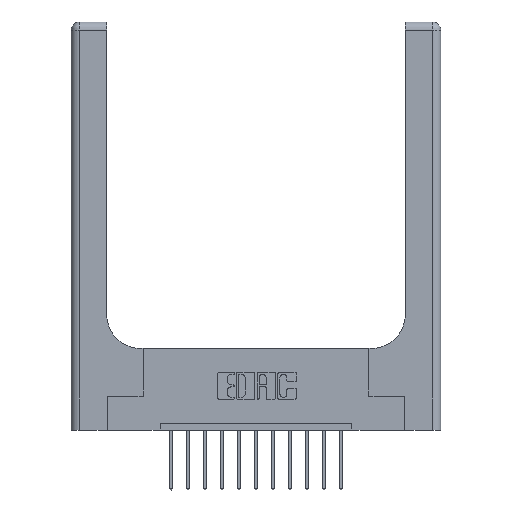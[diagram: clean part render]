
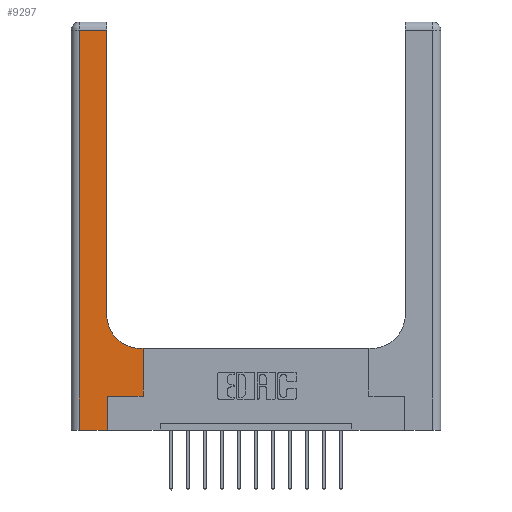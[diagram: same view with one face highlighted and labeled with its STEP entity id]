
A CAD part, top view. The second image highlights one B-rep face of the part: STEP entity #9297.
In plain terms, the highlighted planar face has unit normal (0, 0, 1).
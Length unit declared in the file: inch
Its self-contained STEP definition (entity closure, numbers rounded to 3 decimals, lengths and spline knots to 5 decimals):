
#61 = EDGE_CURVE ( 'NONE', #845, #14360, #10364, .T. ) ;
#422 = ORIENTED_EDGE ( 'NONE', *, *, #10165, .T. ) ;
#574 = FACE_OUTER_BOUND ( 'NONE', #12436, .T. ) ;
#618 = DIRECTION ( 'NONE',  ( 0., 1., 0. ) ) ;
#647 = LINE ( 'NONE', #6857, #6912 ) ;
#845 = VERTEX_POINT ( 'NONE', #8685 ) ;
#1305 = LINE ( 'NONE', #15637, #3681 ) ;
#1442 = DIRECTION ( 'NONE',  ( -1., 0., 0. ) ) ;
#1466 = EDGE_CURVE ( 'NONE', #14360, #13108, #1763, .T. ) ;
#1641 = ORIENTED_EDGE ( 'NONE', *, *, #14893, .T. ) ;
#1737 = ORIENTED_EDGE ( 'NONE', *, *, #4616, .T. ) ;
#1763 = LINE ( 'NONE', #15816, #12889 ) ;
#1785 = CARTESIAN_POINT ( 'NONE',  ( 0.06, 0., 0.37 ) ) ;
#1988 = DIRECTION ( 'NONE',  ( 0., 0., -1. ) ) ;
#1991 = DIRECTION ( 'NONE',  ( -1., 0., 0. ) ) ;
#2013 = DIRECTION ( 'NONE',  ( 0., 1., 0. ) ) ;
#3024 = CARTESIAN_POINT ( 'NONE',  ( 0.26, 0.85, 0.37 ) ) ;
#3235 = EDGE_CURVE ( 'NONE', #4173, #8580, #1305, .T. ) ;
#3348 = LINE ( 'NONE', #8227, #8230 ) ;
#3568 = CARTESIAN_POINT ( 'NONE',  ( 0.06, 3., 0.37 ) ) ;
#3578 = VERTEX_POINT ( 'NONE', #1785 ) ;
#3681 = VECTOR ( 'NONE', #1991, 39.37008 ) ;
#3908 = LINE ( 'NONE', #10430, #14229 ) ;
#4173 = VERTEX_POINT ( 'NONE', #10343 ) ;
#4616 = EDGE_CURVE ( 'NONE', #5236, #4173, #14006, .T. ) ;
#4868 = DIRECTION ( 'NONE',  ( 1., 0., 0. ) ) ;
#5236 = VERTEX_POINT ( 'NONE', #3024 ) ;
#5914 = CARTESIAN_POINT ( 'NONE',  ( 0.26, 3., 0.37 ) ) ;
#6857 = CARTESIAN_POINT ( 'NONE',  ( 0.265, 0., 0.37 ) ) ;
#6912 = VECTOR ( 'NONE', #618, 39.37008 ) ;
#7540 = CARTESIAN_POINT ( 'NONE',  ( 0.528, 0.6, 0.37 ) ) ;
#7727 = EDGE_CURVE ( 'NONE', #15622, #5236, #14460, .T. ) ;
#8129 = AXIS2_PLACEMENT_3D ( 'NONE', #15852, #1988, #8323 ) ;
#8227 = CARTESIAN_POINT ( 'NONE',  ( 0.26, 0.6, 0.37 ) ) ;
#8230 = VECTOR ( 'NONE', #10618, 39.37008 ) ;
#8258 = VECTOR ( 'NONE', #8473, 39.37008 ) ;
#8323 = DIRECTION ( 'NONE',  ( 1., 0., 0. ) ) ;
#8473 = DIRECTION ( 'NONE',  ( 0., -1., 0. ) ) ;
#8580 = VERTEX_POINT ( 'NONE', #8614 ) ;
#8614 = CARTESIAN_POINT ( 'NONE',  ( 0.06, 2.94, 0.37 ) ) ;
#8685 = CARTESIAN_POINT ( 'NONE',  ( 0.265, 0.25, 0.37 ) ) ;
#8693 = VECTOR ( 'NONE', #10701, 39.37008 ) ;
#9129 = ORIENTED_EDGE ( 'NONE', *, *, #1466, .T. ) ;
#9297 = ADVANCED_FACE ( 'NONE', ( #574 ), #11334, .F. ) ;
#9306 = DIRECTION ( 'NONE',  ( 1., 0., 0. ) ) ;
#9885 = CARTESIAN_POINT ( 'NONE',  ( 0.265, 0., 0.37 ) ) ;
#10165 = EDGE_CURVE ( 'NONE', #3578, #14506, #3908, .T. ) ;
#10343 = CARTESIAN_POINT ( 'NONE',  ( 0.26, 2.94, 0.37 ) ) ;
#10349 = LINE ( 'NONE', #3568, #8258 ) ;
#10364 = LINE ( 'NONE', #12290, #11536 ) ;
#10378 = CARTESIAN_POINT ( 'NONE',  ( 0.51, 0.6, 0.37 ) ) ;
#10430 = CARTESIAN_POINT ( 'NONE',  ( 0., 0., 0.37 ) ) ;
#10618 = DIRECTION ( 'NONE',  ( -1., 0., 0. ) ) ;
#10701 = DIRECTION ( 'NONE',  ( 0., 1., 0. ) ) ;
#10911 = AXIS2_PLACEMENT_3D ( 'NONE', #12608, #13884, #1442 ) ;
#11135 = ORIENTED_EDGE ( 'NONE', *, *, #7727, .T. ) ;
#11272 = ORIENTED_EDGE ( 'NONE', *, *, #3235, .T. ) ;
#11334 = PLANE ( 'NONE',  #10911 ) ;
#11496 = ORIENTED_EDGE ( 'NONE', *, *, #16064, .T. ) ;
#11536 = VECTOR ( 'NONE', #4868, 39.37008 ) ;
#12290 = CARTESIAN_POINT ( 'NONE',  ( 0.265, 0.25, 0.37 ) ) ;
#12383 = ORIENTED_EDGE ( 'NONE', *, *, #14021, .T. ) ;
#12436 = EDGE_LOOP ( 'NONE', ( #1737, #11272, #12383, #422, #11496, #13620, #9129, #1641, #11135 ) ) ;
#12608 = CARTESIAN_POINT ( 'NONE',  ( 0., 3., 0.37 ) ) ;
#12889 = VECTOR ( 'NONE', #2013, 39.37008 ) ;
#13108 = VERTEX_POINT ( 'NONE', #7540 ) ;
#13620 = ORIENTED_EDGE ( 'NONE', *, *, #61, .T. ) ;
#13884 = DIRECTION ( 'NONE',  ( 0., 0., -1. ) ) ;
#14006 = LINE ( 'NONE', #5914, #8693 ) ;
#14021 = EDGE_CURVE ( 'NONE', #8580, #3578, #10349, .T. ) ;
#14229 = VECTOR ( 'NONE', #9306, 39.37008 ) ;
#14360 = VERTEX_POINT ( 'NONE', #15781 ) ;
#14460 = CIRCLE ( 'NONE', #8129, 0.25 ) ;
#14506 = VERTEX_POINT ( 'NONE', #9885 ) ;
#14893 = EDGE_CURVE ( 'NONE', #13108, #15622, #3348, .T. ) ;
#15622 = VERTEX_POINT ( 'NONE', #10378 ) ;
#15637 = CARTESIAN_POINT ( 'NONE',  ( 0., 2.94, 0.37 ) ) ;
#15781 = CARTESIAN_POINT ( 'NONE',  ( 0.528, 0.25, 0.37 ) ) ;
#15816 = CARTESIAN_POINT ( 'NONE',  ( 0.528, 0.25, 0.37 ) ) ;
#15852 = CARTESIAN_POINT ( 'NONE',  ( 0.51, 0.85, 0.37 ) ) ;
#16064 = EDGE_CURVE ( 'NONE', #14506, #845, #647, .T. ) ;
